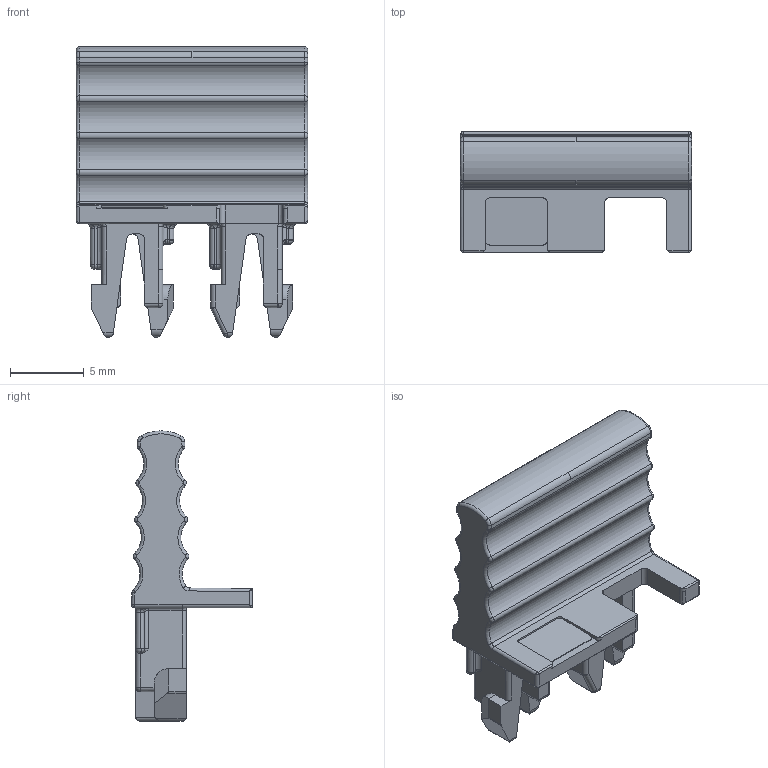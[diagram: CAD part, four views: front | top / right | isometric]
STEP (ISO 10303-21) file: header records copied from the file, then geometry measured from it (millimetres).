
FILE_DESCRIPTION(('CATIA V5 STEP Exchange','CAx-IF Rec.Pracs.--- Model Styling and Organization---1.4--- 2014-01-23'),'2;1');
FILE_NAME ('1175719-5_2', '2021-02-05T07:49:17+00:00', ('none'), ('Weidmueller'), 'CATIA Version 5-6 Release 2016 SP3 HF44', 'CATIA V5 STEP AP214', 'none');
FILE_SCHEMA(('AUTOMOTIVE_DESIGN { 1 0 10303 214 1 1 1 1 }'));
Length unit declared in the file: millimetre
Products named in the file (1): 2710300000
Bounding box: 15.7 x 8.2 x 19.7 mm (x, y, z)
Volume: 778.5 mm3; surface area: 967.2 mm2
Topology: 1 solids, 1 shells, 336 faces, 858 edges, 483 vertices
Faces by surface type: cylinder 151, plane 84, torus 56, sphere 31, bspline 14
Entity records: 13451 total; most frequent: CARTESIAN_POINT 6116, ORIENTED_EDGE 1630, DIRECTION 1265, EDGE_CURVE 815, AXIS2_PLACEMENT_3D 584, VERTEX_POINT 483, VECTOR 388, LINE 388
